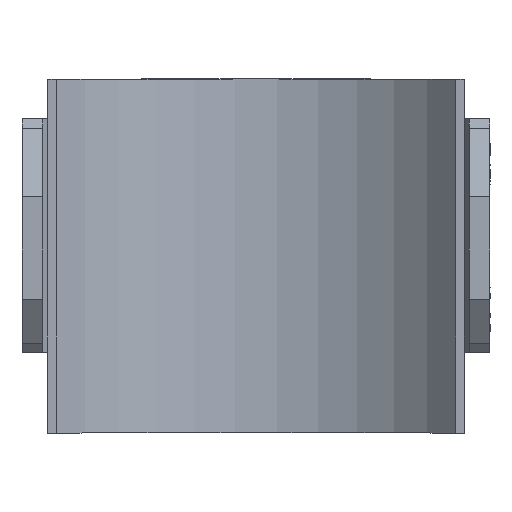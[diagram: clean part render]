
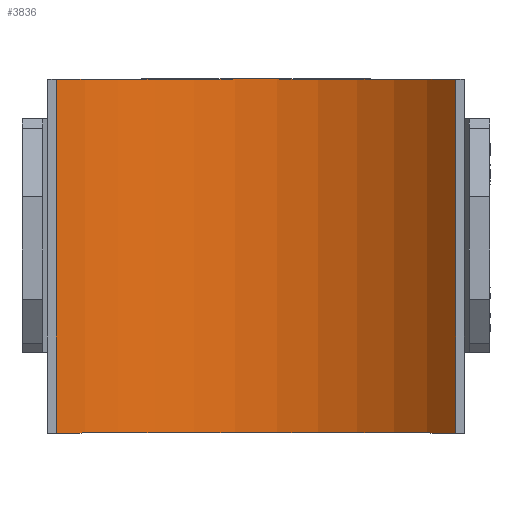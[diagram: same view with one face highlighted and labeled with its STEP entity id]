
A CAD part, front view. The second image highlights one B-rep face of the part: STEP entity #3836.
In plain terms, the highlighted cylindrical face has radius 25 mm (diameter 50 mm), a partial arc.
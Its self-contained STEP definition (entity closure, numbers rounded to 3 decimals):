
#52 = ORIENTED_EDGE ( 'NONE', *, *, #9150, .F. ) ;
#153 = CARTESIAN_POINT ( 'NONE',  ( 0., -25., -17. ) ) ;
#162 = VERTEX_POINT ( 'NONE', #1927 ) ;
#190 = LINE ( 'NONE', #6862, #4064 ) ;
#201 = DIRECTION ( 'NONE',  ( 0., 0., -1. ) ) ;
#488 = EDGE_LOOP ( 'NONE', ( #9063, #52, #5048, #1771 ) ) ;
#688 = FACE_OUTER_BOUND ( 'NONE', #488, .T. ) ;
#791 = DIRECTION ( 'NONE',  ( -1., 0., 0. ) ) ;
#873 = DIRECTION ( 'NONE',  ( 1., 0., 0. ) ) ;
#957 = EDGE_CURVE ( 'NONE', #162, #1936, #7889, .T. ) ;
#988 = DIRECTION ( 'NONE',  ( 0., 0., -1. ) ) ;
#1091 = CARTESIAN_POINT ( 'NONE',  ( 0., -25., 17. ) ) ;
#1771 = ORIENTED_EDGE ( 'NONE', *, *, #8134, .T. ) ;
#1927 = CARTESIAN_POINT ( 'NONE',  ( -19.209, -9., -17. ) ) ;
#1936 = VERTEX_POINT ( 'NONE', #2216 ) ;
#2216 = CARTESIAN_POINT ( 'NONE',  ( 19.209, -9., -17. ) ) ;
#3290 = CIRCLE ( 'NONE', #9292, 25. ) ;
#3836 = ADVANCED_FACE ( 'NONE', ( #688 ), #5493, .F. ) ;
#4064 = VECTOR ( 'NONE', #9995, 1000. ) ;
#5048 = ORIENTED_EDGE ( 'NONE', *, *, #6320, .F. ) ;
#5465 = VERTEX_POINT ( 'NONE', #7824 ) ;
#5493 = CYLINDRICAL_SURFACE ( 'NONE', #6568, 25. ) ;
#5848 = AXIS2_PLACEMENT_3D ( 'NONE', #153, #201, #6712 ) ;
#5857 = CARTESIAN_POINT ( 'NONE',  ( -19.209, -9., 17. ) ) ;
#6320 = EDGE_CURVE ( 'NONE', #5465, #6654, #3290, .T. ) ;
#6409 = DIRECTION ( 'NONE',  ( 0., 0., -1. ) ) ;
#6568 = AXIS2_PLACEMENT_3D ( 'NONE', #8053, #6409, #791 ) ;
#6654 = VERTEX_POINT ( 'NONE', #7589 ) ;
#6712 = DIRECTION ( 'NONE',  ( 1., 0., 0. ) ) ;
#6862 = CARTESIAN_POINT ( 'NONE',  ( 19.209, -9., 17. ) ) ;
#6867 = LINE ( 'NONE', #5857, #7413 ) ;
#7413 = VECTOR ( 'NONE', #10168, 1000. ) ;
#7589 = CARTESIAN_POINT ( 'NONE',  ( 19.209, -9., 17. ) ) ;
#7824 = CARTESIAN_POINT ( 'NONE',  ( -19.209, -9., 17. ) ) ;
#7889 = CIRCLE ( 'NONE', #5848, 25. ) ;
#8053 = CARTESIAN_POINT ( 'NONE',  ( 0., -25., 17. ) ) ;
#8134 = EDGE_CURVE ( 'NONE', #5465, #162, #6867, .T. ) ;
#9063 = ORIENTED_EDGE ( 'NONE', *, *, #957, .T. ) ;
#9150 = EDGE_CURVE ( 'NONE', #6654, #1936, #190, .T. ) ;
#9292 = AXIS2_PLACEMENT_3D ( 'NONE', #1091, #988, #873 ) ;
#9995 = DIRECTION ( 'NONE',  ( 0., 0., -1. ) ) ;
#10168 = DIRECTION ( 'NONE',  ( 0., 0., -1. ) ) ;
